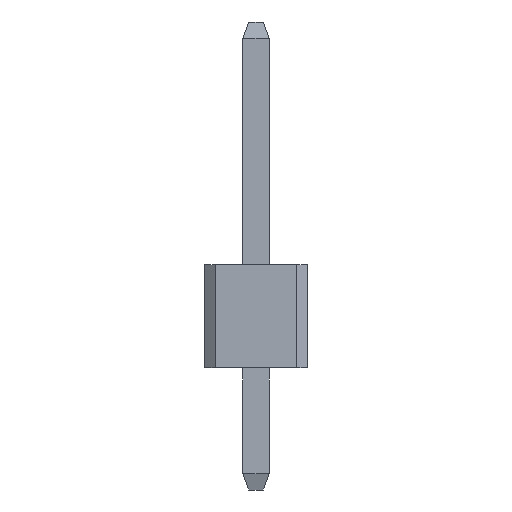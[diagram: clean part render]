
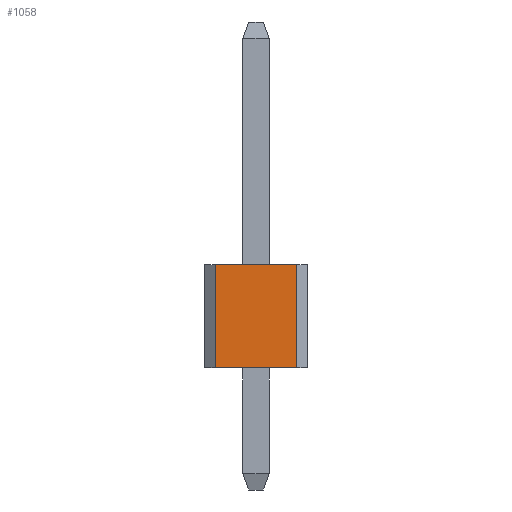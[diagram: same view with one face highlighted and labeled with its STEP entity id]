
A CAD part, front view. The second image highlights one B-rep face of the part: STEP entity #1058.
In plain terms, the highlighted planar face has unit normal (0, -1, 0).
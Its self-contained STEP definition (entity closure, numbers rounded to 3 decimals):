
#47 = CARTESIAN_POINT ( 'NONE',  ( -1., -1.27, 5.54 ) ) ;
#127 = CARTESIAN_POINT ( 'NONE',  ( -1., -1.27, 3. ) ) ;
#204 = VERTEX_POINT ( 'NONE', #127 ) ;
#235 = VECTOR ( 'NONE', #931, 1000. ) ;
#247 = CARTESIAN_POINT ( 'NONE',  ( 1., -1.27, 3. ) ) ;
#284 = CARTESIAN_POINT ( 'NONE',  ( -1., -1.27, 5.54 ) ) ;
#294 = CARTESIAN_POINT ( 'NONE',  ( -1., -1.27, 3. ) ) ;
#316 = LINE ( 'NONE', #1262, #677 ) ;
#385 = VECTOR ( 'NONE', #1106, 1000. ) ;
#402 = DIRECTION ( 'NONE',  ( 0., -1., 0. ) ) ;
#452 = EDGE_CURVE ( 'NONE', #1126, #204, #724, .T. ) ;
#533 = DIRECTION ( 'NONE',  ( 0., 0., -1. ) ) ;
#586 = FACE_OUTER_BOUND ( 'NONE', #687, .T. ) ;
#606 = AXIS2_PLACEMENT_3D ( 'NONE', #821, #402, #858 ) ;
#677 = VECTOR ( 'NONE', #533, 1000. ) ;
#687 = EDGE_LOOP ( 'NONE', ( #1001, #893, #1098, #1110 ) ) ;
#724 = LINE ( 'NONE', #294, #235 ) ;
#736 = VECTOR ( 'NONE', #1199, 1000. ) ;
#738 = EDGE_CURVE ( 'NONE', #1100, #1126, #885, .T. ) ;
#745 = EDGE_CURVE ( 'NONE', #1100, #1042, #995, .T. ) ;
#821 = CARTESIAN_POINT ( 'NONE',  ( -1., -1.27, 5.54 ) ) ;
#858 = DIRECTION ( 'NONE',  ( 0., 0., -1. ) ) ;
#885 = LINE ( 'NONE', #983, #736 ) ;
#893 = ORIENTED_EDGE ( 'NONE', *, *, #738, .F. ) ;
#912 = EDGE_CURVE ( 'NONE', #1042, #204, #316, .T. ) ;
#931 = DIRECTION ( 'NONE',  ( -1., 0., 0. ) ) ;
#983 = CARTESIAN_POINT ( 'NONE',  ( 1., -1.27, 5.54 ) ) ;
#995 = LINE ( 'NONE', #284, #385 ) ;
#1001 = ORIENTED_EDGE ( 'NONE', *, *, #452, .F. ) ;
#1042 = VERTEX_POINT ( 'NONE', #47 ) ;
#1058 = ADVANCED_FACE ( 'NONE', ( #586 ), #1290, .T. ) ;
#1098 = ORIENTED_EDGE ( 'NONE', *, *, #745, .T. ) ;
#1100 = VERTEX_POINT ( 'NONE', #1246 ) ;
#1106 = DIRECTION ( 'NONE',  ( -1., 0., 0. ) ) ;
#1110 = ORIENTED_EDGE ( 'NONE', *, *, #912, .T. ) ;
#1126 = VERTEX_POINT ( 'NONE', #247 ) ;
#1199 = DIRECTION ( 'NONE',  ( 0., 0., -1. ) ) ;
#1246 = CARTESIAN_POINT ( 'NONE',  ( 1., -1.27, 5.54 ) ) ;
#1262 = CARTESIAN_POINT ( 'NONE',  ( -1., -1.27, 5.54 ) ) ;
#1290 = PLANE ( 'NONE',  #606 ) ;
